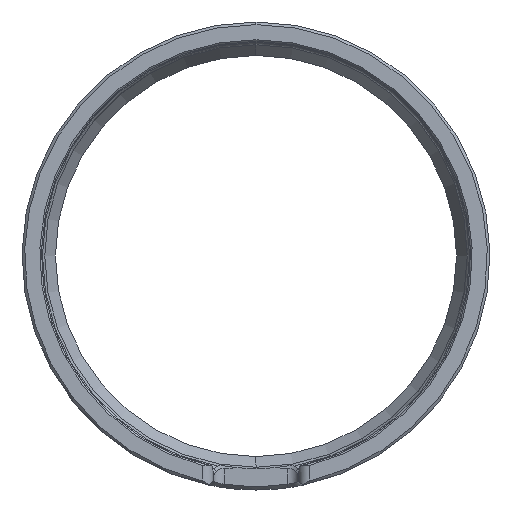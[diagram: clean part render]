
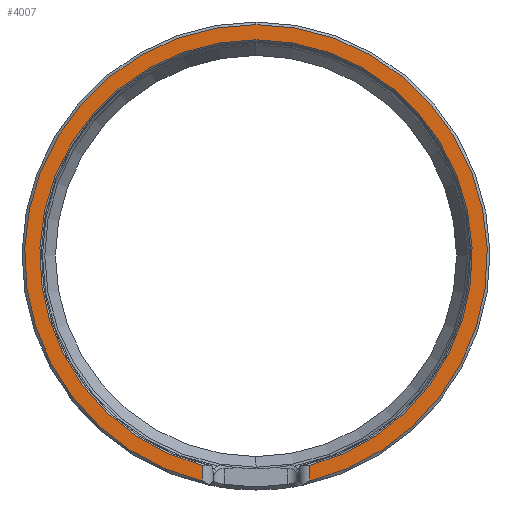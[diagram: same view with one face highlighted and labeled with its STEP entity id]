
A CAD part, left-side view. The second image highlights one B-rep face of the part: STEP entity #4007.
In plain terms, the highlighted planar face has unit normal (-1, 0, 0).
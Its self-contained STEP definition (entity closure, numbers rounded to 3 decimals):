
#13 = AXIS2_PLACEMENT_3D ( 'NONE', #2923, #2668, #3677 ) ;
#143 = ORIENTED_EDGE ( 'NONE', *, *, #425, .T. ) ;
#261 = CARTESIAN_POINT ( 'NONE',  ( -240., 0., 0. ) ) ;
#269 = CIRCLE ( 'NONE', #968, 43.95 ) ;
#320 = DIRECTION ( 'NONE',  ( 0., 0., 1. ) ) ;
#425 = EDGE_CURVE ( 'NONE', #4632, #2881, #269, .T. ) ;
#484 = VERTEX_POINT ( 'NONE', #3171 ) ;
#793 = PLANE ( 'NONE',  #13 ) ;
#887 = CARTESIAN_POINT ( 'NONE',  ( -240., -10.2, -42.75 ) ) ;
#968 = AXIS2_PLACEMENT_3D ( 'NONE', #261, #2474, #2031 ) ;
#1009 = VECTOR ( 'NONE', #4172, 1000. ) ;
#1168 = AXIS2_PLACEMENT_3D ( 'NONE', #2090, #1431, #320 ) ;
#1431 = DIRECTION ( 'NONE',  ( -1., 0., 0. ) ) ;
#1483 = CIRCLE ( 'NONE', #1878, 41.075 ) ;
#1764 = CARTESIAN_POINT ( 'NONE',  ( -240., 0., 43.95 ) ) ;
#1797 = ORIENTED_EDGE ( 'NONE', *, *, #4761, .T. ) ;
#1878 = AXIS2_PLACEMENT_3D ( 'NONE', #3975, #3280, #3649 ) ;
#2031 = DIRECTION ( 'NONE',  ( 0., 0., 1. ) ) ;
#2090 = CARTESIAN_POINT ( 'NONE',  ( -240., 0., 0. ) ) ;
#2100 = CARTESIAN_POINT ( 'NONE',  ( -240., 10.2, -42.75 ) ) ;
#2118 = VERTEX_POINT ( 'NONE', #887 ) ;
#2474 = DIRECTION ( 'NONE',  ( -1., 0., 0. ) ) ;
#2668 = DIRECTION ( 'NONE',  ( -1., 0., 0. ) ) ;
#2798 = EDGE_CURVE ( 'NONE', #2118, #484, #4047, .T. ) ;
#2805 = VECTOR ( 'NONE', #4634, 1000. ) ;
#2881 = VERTEX_POINT ( 'NONE', #2100 ) ;
#2884 = CARTESIAN_POINT ( 'NONE',  ( -240., 10.2, -39.788 ) ) ;
#2923 = CARTESIAN_POINT ( 'NONE',  ( -240., 0., 0. ) ) ;
#3052 = FACE_OUTER_BOUND ( 'NONE', #4297, .T. ) ;
#3062 = CARTESIAN_POINT ( 'NONE',  ( -240., 10.2, -44.45 ) ) ;
#3151 = EDGE_CURVE ( 'NONE', #2118, #4632, #4675, .T. ) ;
#3171 = CARTESIAN_POINT ( 'NONE',  ( -240., -10.2, -39.788 ) ) ;
#3181 = ORIENTED_EDGE ( 'NONE', *, *, #3151, .T. ) ;
#3264 = EDGE_CURVE ( 'NONE', #484, #4571, #1483, .T. ) ;
#3280 = DIRECTION ( 'NONE',  ( -1., 0., 0. ) ) ;
#3589 = CARTESIAN_POINT ( 'NONE',  ( -240., -10.2, -44.45 ) ) ;
#3649 = DIRECTION ( 'NONE',  ( 0., 0., 1. ) ) ;
#3677 = DIRECTION ( 'NONE',  ( 0., 0., -1. ) ) ;
#3851 = ORIENTED_EDGE ( 'NONE', *, *, #3264, .F. ) ;
#3876 = LINE ( 'NONE', #3062, #1009 ) ;
#3975 = CARTESIAN_POINT ( 'NONE',  ( -240., 0., 0. ) ) ;
#4007 = ADVANCED_FACE ( 'NONE', ( #3052 ), #793, .T. ) ;
#4047 = LINE ( 'NONE', #3589, #2805 ) ;
#4172 = DIRECTION ( 'NONE',  ( 0., 0., 1. ) ) ;
#4297 = EDGE_LOOP ( 'NONE', ( #4415, #3181, #143, #1797, #3851 ) ) ;
#4415 = ORIENTED_EDGE ( 'NONE', *, *, #2798, .F. ) ;
#4571 = VERTEX_POINT ( 'NONE', #2884 ) ;
#4632 = VERTEX_POINT ( 'NONE', #1764 ) ;
#4634 = DIRECTION ( 'NONE',  ( 0., 0., 1. ) ) ;
#4675 = CIRCLE ( 'NONE', #1168, 43.95 ) ;
#4761 = EDGE_CURVE ( 'NONE', #2881, #4571, #3876, .T. ) ;
